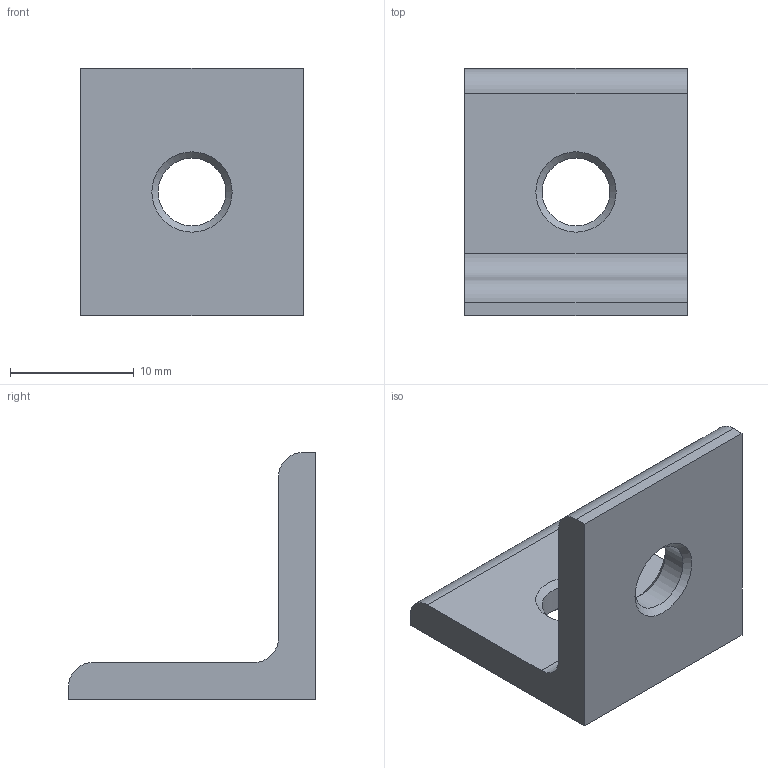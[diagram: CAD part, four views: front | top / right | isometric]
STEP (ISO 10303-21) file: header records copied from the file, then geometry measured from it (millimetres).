
FILE_DESCRIPTION(/* description */ ('14030_KriTec_Winkel_5_Al_20x20x18x3_Softline'),/* implementation_level */ '2;1');
FILE_NAME(/* name */ '14030_KriTec_Winkel_5_Al_20x20x18x3_Softline.stp',/* time_stamp */ '2019-01-30T11:50:17+01:00',/* author */ ('jendrek'),/* organization */ (''),/* preprocessor_version */ 'ST-DEVELOPER v17',/* originating_system */ 'Autodesk Inventor 2018',/* authorisation */ ' ');
FILE_SCHEMA (('AUTOMOTIVE_DESIGN { 1 0 10303 214 3 1 1 }'));
Length unit declared in the file: millimetre
Products named in the file (1): 14030
Bounding box: 18 x 20 x 20 mm (x, y, z)
Volume: 1830.8 mm3; surface area: 1603.6 mm2
Topology: 1 solids, 1 shells, 17 faces, 49 edges, 34 vertices
Faces by surface type: plane 8, cylinder 5, cone 4
Full cylindrical faces by diameter (mm): 5.5 x2
Entity records: 641 total; most frequent: DIRECTION 107, CARTESIAN_POINT 101, ORIENTED_EDGE 98, EDGE_CURVE 49, AXIS2_PLACEMENT_3D 40, VERTEX_POINT 34, LINE 27, VECTOR 27
